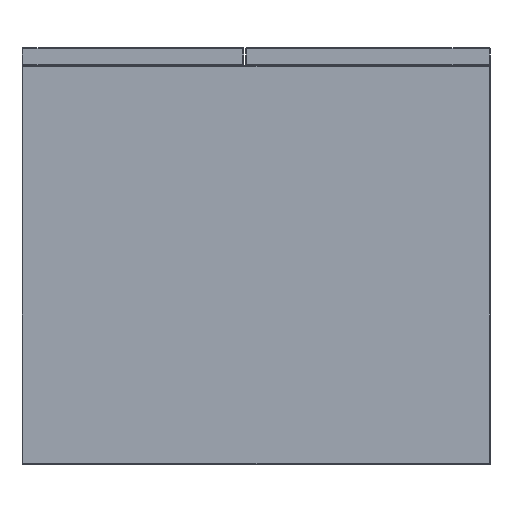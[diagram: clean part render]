
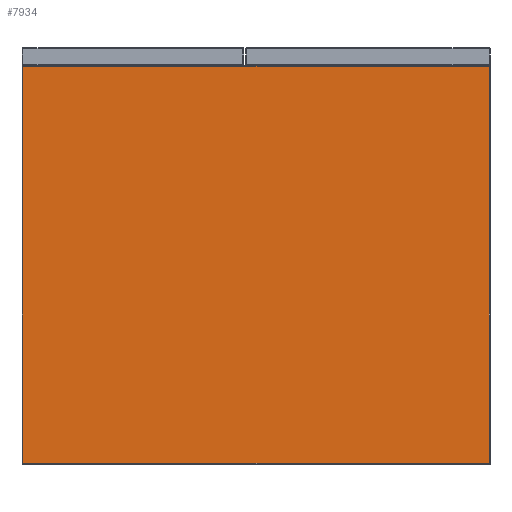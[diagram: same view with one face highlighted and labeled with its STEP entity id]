
A CAD part, left-side view. The second image highlights one B-rep face of the part: STEP entity #7934.
In plain terms, the highlighted planar face has unit normal (-1, 0, 0).
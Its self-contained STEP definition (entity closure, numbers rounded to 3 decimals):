
#41 = VECTOR ( 'NONE', #10820, 1000. ) ;
#694 = LINE ( 'NONE', #5039, #5108 ) ;
#704 = DIRECTION ( 'NONE',  ( 1., 0., 0. ) ) ;
#1657 = CARTESIAN_POINT ( 'NONE',  ( 0., -249., -212. ) ) ;
#2948 = VERTEX_POINT ( 'NONE', #14600 ) ;
#2999 = CARTESIAN_POINT ( 'NONE',  ( 0., 249., -212. ) ) ;
#3125 = VERTEX_POINT ( 'NONE', #2999 ) ;
#3262 = ORIENTED_EDGE ( 'NONE', *, *, #13020, .T. ) ;
#3715 = ORIENTED_EDGE ( 'NONE', *, *, #13745, .T. ) ;
#4763 = FACE_OUTER_BOUND ( 'NONE', #8693, .T. ) ;
#5019 = EDGE_CURVE ( 'NONE', #2948, #9757, #694, .T. ) ;
#5039 = CARTESIAN_POINT ( 'NONE',  ( 0., 0., 212. ) ) ;
#5108 = VECTOR ( 'NONE', #14785, 1000. ) ;
#5250 = VECTOR ( 'NONE', #6850, 1000. ) ;
#5806 = DIRECTION ( 'NONE',  ( 0., 0., -1. ) ) ;
#6850 = DIRECTION ( 'NONE',  ( 0., 0., 1. ) ) ;
#6931 = LINE ( 'NONE', #7026, #5250 ) ;
#7026 = CARTESIAN_POINT ( 'NONE',  ( 0., -249., 0. ) ) ;
#7263 = ORIENTED_EDGE ( 'NONE', *, *, #9963, .T. ) ;
#7559 = CARTESIAN_POINT ( 'NONE',  ( 0., 0., 0. ) ) ;
#7934 = ADVANCED_FACE ( 'NONE', ( #4763 ), #15070, .F. ) ;
#8279 = LINE ( 'NONE', #12400, #41 ) ;
#8611 = VECTOR ( 'NONE', #5806, 1000. ) ;
#8637 = LINE ( 'NONE', #14354, #8611 ) ;
#8693 = EDGE_LOOP ( 'NONE', ( #7263, #3715, #16795, #3262 ) ) ;
#9757 = VERTEX_POINT ( 'NONE', #11669 ) ;
#9963 = EDGE_CURVE ( 'NONE', #3125, #14419, #8279, .T. ) ;
#10820 = DIRECTION ( 'NONE',  ( 0., -1., 0. ) ) ;
#11669 = CARTESIAN_POINT ( 'NONE',  ( 0., 249., 212. ) ) ;
#12400 = CARTESIAN_POINT ( 'NONE',  ( 0., 0., -212. ) ) ;
#13020 = EDGE_CURVE ( 'NONE', #9757, #3125, #8637, .T. ) ;
#13745 = EDGE_CURVE ( 'NONE', #14419, #2948, #6931, .T. ) ;
#14354 = CARTESIAN_POINT ( 'NONE',  ( 0., 249., 0. ) ) ;
#14419 = VERTEX_POINT ( 'NONE', #1657 ) ;
#14600 = CARTESIAN_POINT ( 'NONE',  ( 0., -249., 212. ) ) ;
#14785 = DIRECTION ( 'NONE',  ( 0., 1., 0. ) ) ;
#15070 = PLANE ( 'NONE',  #17248 ) ;
#16795 = ORIENTED_EDGE ( 'NONE', *, *, #5019, .T. ) ;
#17248 = AXIS2_PLACEMENT_3D ( 'NONE', #7559, #704, #17793 ) ;
#17793 = DIRECTION ( 'NONE',  ( 0., 0., -1. ) ) ;
